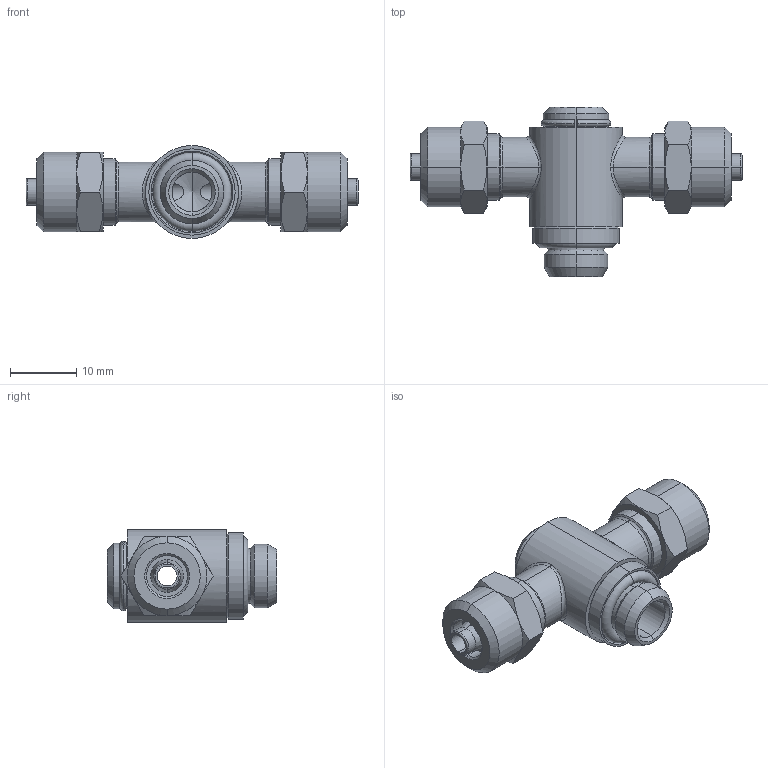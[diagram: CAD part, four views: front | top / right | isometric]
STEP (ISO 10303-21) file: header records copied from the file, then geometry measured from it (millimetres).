
FILE_DESCRIPTION (( 'STEP AP203' ), '1' );
FILE_NAME ('02210031.STEP', '2011-10-03T14:14:34', ( '' ), ( 'sopra-pneumatic' ), 'SwSTEP 2.0', 'SolidWorks 2011', '' );
FILE_SCHEMA (( 'CONFIG_CONTROL_DESIGN' ));
Length unit declared in the file: millimetre
Products named in the file (1): 02210031
Bounding box: 50 x 25.5 x 14 mm (x, y, z)
Volume: 5518.5 mm3; surface area: 3943 mm2
Topology: 3 solids, 3 shells, 154 faces, 340 edges, 200 vertices
Faces by surface type: cone 52, plane 42, cylinder 42, torus 14, bspline 4
Entity records: 5369 total; most frequent: CARTESIAN_POINT 1953, DIRECTION 722, ORIENTED_EDGE 672, EDGE_CURVE 336, AXIS2_PLACEMENT_3D 305, VERTEX_POINT 200, EDGE_LOOP 172, CIRCLE 154
